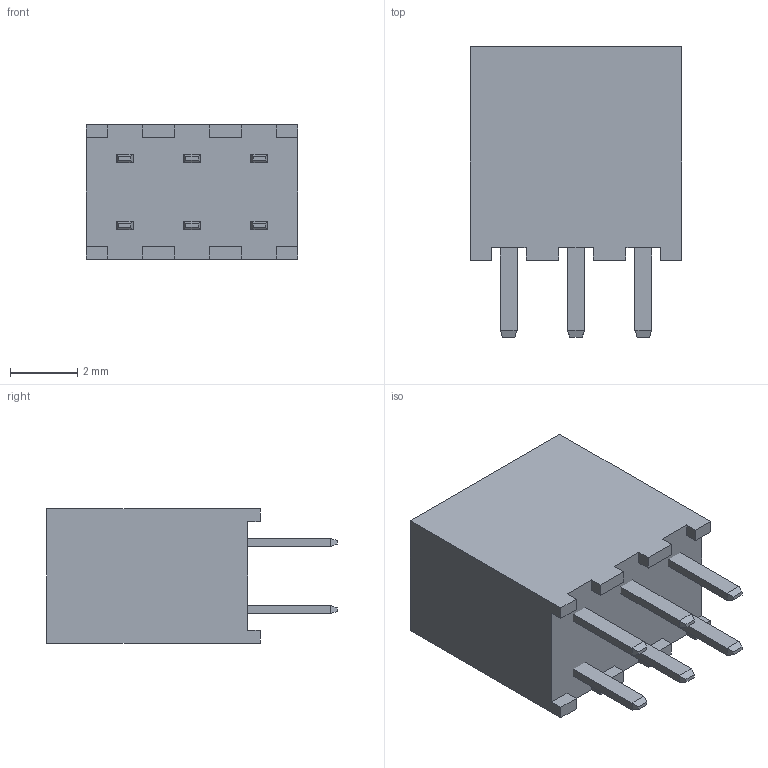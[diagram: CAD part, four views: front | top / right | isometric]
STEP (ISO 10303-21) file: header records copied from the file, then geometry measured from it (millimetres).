
FILE_DESCRIPTION(/* description */ ('STEP AP214'),/* implementation_level */ '2;1');
FILE_NAME(/* name */ 'SQW-103-01-F-D',/* time_stamp */ '2023-10-10T16:29:36+02:00',/* author */ ('License CC BY-ND 4.0'),/* organization */ ('CADENAS'),/* preprocessor_version */ 'ST-DEVELOPER v19.3',/* originating_system */ 'PARTsolutions',/* authorisation */ ' ');
FILE_SCHEMA (('AUTOMOTIVE_DESIGN {1 0 10303 214 3 1 1}'));
Length unit declared in the file: inch
Products named in the file (3): SQW-103-01-F-D; P1SQW-103-01-F-D; S1SQW-103-01-F-D
Assembly tree (2 placements, depth 2):
  SQW-103-01-F-D
    P1SQW-103-01-F-D
    S1SQW-103-01-F-D
Bounding box: 6.3 x 8.64 x 4 mm (x, y, z)
Volume: 150.7 mm3; surface area: 356.2 mm2
Topology: 2 solids, 2 shells, 190 faces, 504 edges, 336 vertices
Faces by surface type: plane 184, cylinder 6
Entity records: 5858 total; most frequent: CARTESIAN_POINT 1033, ORIENTED_EDGE 1008, DIRECTION 902, EDGE_CURVE 504, LINE 492, VECTOR 492, VERTEX_POINT 336, EDGE_LOOP 208
